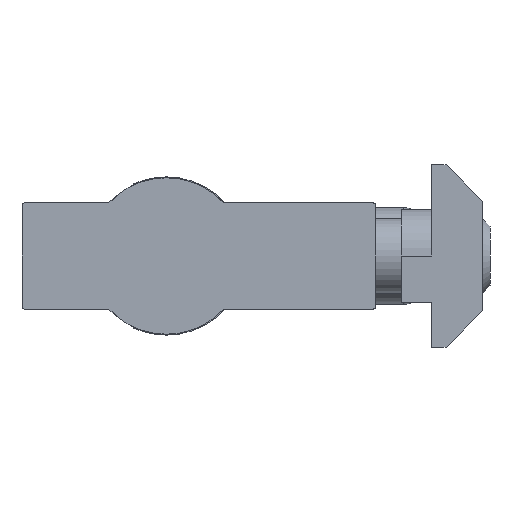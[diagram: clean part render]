
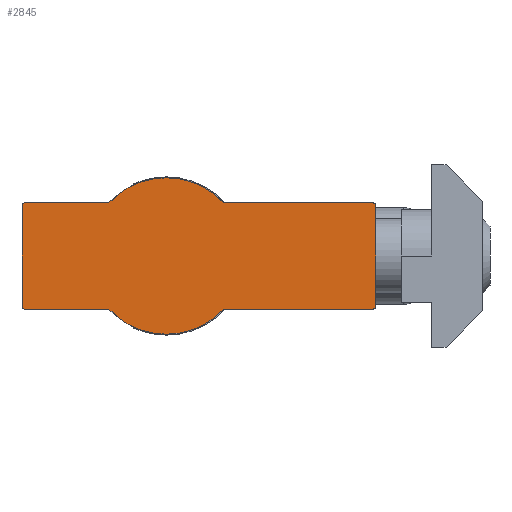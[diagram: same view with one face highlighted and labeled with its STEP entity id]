
A CAD part, left-side view. The second image highlights one B-rep face of the part: STEP entity #2845.
In plain terms, the highlighted planar face has unit normal (-1, 0, 0).
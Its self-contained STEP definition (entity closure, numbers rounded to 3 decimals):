
#65 = VERTEX_POINT ( 'NONE', #2568 ) ;
#87 = CIRCLE ( 'NONE', #870, 0.3 ) ;
#124 = VECTOR ( 'NONE', #874, 1000. ) ;
#182 = DIRECTION ( 'NONE',  ( 0., 0., -1. ) ) ;
#191 = ORIENTED_EDGE ( 'NONE', *, *, #2607, .T. ) ;
#193 = CARTESIAN_POINT ( 'NONE',  ( -22.5, 15.2, 5.7 ) ) ;
#194 = DIRECTION ( 'NONE',  ( 0., 0., -1. ) ) ;
#245 = EDGE_CURVE ( 'NONE', #65, #1556, #338, .T. ) ;
#248 = AXIS2_PLACEMENT_3D ( 'NONE', #1630, #440, #3458 ) ;
#265 = CIRCLE ( 'NONE', #3189, 0.3 ) ;
#292 = VERTEX_POINT ( 'NONE', #327 ) ;
#301 = CARTESIAN_POINT ( 'NONE',  ( -22.5, -22.5, -4.7 ) ) ;
#327 = CARTESIAN_POINT ( 'NONE',  ( -22.5, 6.17, -5.7 ) ) ;
#338 = LINE ( 'NONE', #3614, #3406 ) ;
#440 = DIRECTION ( 'NONE',  ( 1., 0., 0. ) ) ;
#481 = CARTESIAN_POINT ( 'NONE',  ( -22.5, -22.2, -5.4 ) ) ;
#527 = AXIS2_PLACEMENT_3D ( 'NONE', #1495, #3638, #3327 ) ;
#545 = DIRECTION ( 'NONE',  ( 1., 0., 0. ) ) ;
#593 = VECTOR ( 'NONE', #2790, 1000. ) ;
#853 = EDGE_CURVE ( 'NONE', #2394, #3212, #1174, .T. ) ;
#870 = AXIS2_PLACEMENT_3D ( 'NONE', #481, #3847, #182 ) ;
#874 = DIRECTION ( 'NONE',  ( 0., -1., 0. ) ) ;
#888 = EDGE_CURVE ( 'NONE', #1237, #292, #1889, .T. ) ;
#920 = VERTEX_POINT ( 'NONE', #1861 ) ;
#921 = CIRCLE ( 'NONE', #3059, 8.4 ) ;
#930 = VERTEX_POINT ( 'NONE', #3343 ) ;
#938 = DIRECTION ( 'NONE',  ( -1., 0., 0. ) ) ;
#954 = PLANE ( 'NONE',  #2740 ) ;
#997 = CARTESIAN_POINT ( 'NONE',  ( -22.5, -22.2, -5.7 ) ) ;
#1005 = CARTESIAN_POINT ( 'NONE',  ( -22.5, 15.5, 0. ) ) ;
#1130 = CIRCLE ( 'NONE', #3887, 8.4 ) ;
#1154 = FACE_OUTER_BOUND ( 'NONE', #2087, .T. ) ;
#1174 = CIRCLE ( 'NONE', #248, 0.3 ) ;
#1183 = VERTEX_POINT ( 'NONE', #3840 ) ;
#1224 = CARTESIAN_POINT ( 'NONE',  ( -22.5, 15.5, 5.4 ) ) ;
#1237 = VERTEX_POINT ( 'NONE', #2947 ) ;
#1246 = DIRECTION ( 'NONE',  ( 0., 0., 1. ) ) ;
#1247 = VECTOR ( 'NONE', #3689, 1000. ) ;
#1254 = CARTESIAN_POINT ( 'NONE',  ( -22.5, -22.5, 5.4 ) ) ;
#1270 = ORIENTED_EDGE ( 'NONE', *, *, #1838, .F. ) ;
#1309 = DIRECTION ( 'NONE',  ( 0., 0., -1. ) ) ;
#1321 = CARTESIAN_POINT ( 'NONE',  ( -22.5, 0., 0. ) ) ;
#1406 = ORIENTED_EDGE ( 'NONE', *, *, #888, .F. ) ;
#1411 = DIRECTION ( 'NONE',  ( 0., 0., -1. ) ) ;
#1467 = EDGE_CURVE ( 'NONE', #3033, #1237, #1130, .T. ) ;
#1495 = CARTESIAN_POINT ( 'NONE',  ( -22.5, 0., 0. ) ) ;
#1500 = DIRECTION ( 'NONE',  ( 1., 0., 0. ) ) ;
#1556 = VERTEX_POINT ( 'NONE', #193 ) ;
#1576 = CIRCLE ( 'NONE', #3796, 0.3 ) ;
#1630 = CARTESIAN_POINT ( 'NONE',  ( -22.5, 15.2, -5.4 ) ) ;
#1762 = CARTESIAN_POINT ( 'NONE',  ( -22.5, 4.9, -5.7 ) ) ;
#1765 = EDGE_CURVE ( 'NONE', #920, #930, #2213, .T. ) ;
#1783 = DIRECTION ( 'NONE',  ( 0., 0., -1. ) ) ;
#1808 = EDGE_CURVE ( 'NONE', #2928, #1183, #87, .T. ) ;
#1827 = DIRECTION ( 'NONE',  ( 0., 1., 0. ) ) ;
#1838 = EDGE_CURVE ( 'NONE', #65, #920, #921, .T. ) ;
#1861 = CARTESIAN_POINT ( 'NONE',  ( -22.5, -6.17, 5.7 ) ) ;
#1872 = ORIENTED_EDGE ( 'NONE', *, *, #3209, .F. ) ;
#1889 = CIRCLE ( 'NONE', #527, 8.4 ) ;
#1941 = CARTESIAN_POINT ( 'NONE',  ( -22.5, 15.5, -5.4 ) ) ;
#1994 = ORIENTED_EDGE ( 'NONE', *, *, #245, .T. ) ;
#2087 = EDGE_LOOP ( 'NONE', ( #1994, #2154, #2331, #3267, #191, #1406, #3137, #2875, #3130, #1872, #2208, #2649, #1270 ) ) ;
#2113 = VECTOR ( 'NONE', #2440, 1000. ) ;
#2154 = ORIENTED_EDGE ( 'NONE', *, *, #2702, .F. ) ;
#2208 = ORIENTED_EDGE ( 'NONE', *, *, #2448, .F. ) ;
#2213 = LINE ( 'NONE', #3036, #2113 ) ;
#2246 = LINE ( 'NONE', #301, #593 ) ;
#2331 = ORIENTED_EDGE ( 'NONE', *, *, #3023, .T. ) ;
#2362 = CARTESIAN_POINT ( 'NONE',  ( -22.5, -22.2, 5.4 ) ) ;
#2394 = VERTEX_POINT ( 'NONE', #2477 ) ;
#2440 = DIRECTION ( 'NONE',  ( 0., -1., 0. ) ) ;
#2448 = EDGE_CURVE ( 'NONE', #930, #3804, #1576, .T. ) ;
#2473 = CARTESIAN_POINT ( 'NONE',  ( -22.5, 4.9, 0. ) ) ;
#2477 = CARTESIAN_POINT ( 'NONE',  ( -22.5, 15.2, -5.7 ) ) ;
#2546 = DIRECTION ( 'NONE',  ( 1., 0., 0. ) ) ;
#2568 = CARTESIAN_POINT ( 'NONE',  ( -22.5, 6.17, 5.7 ) ) ;
#2607 = EDGE_CURVE ( 'NONE', #2394, #292, #3897, .T. ) ;
#2621 = CARTESIAN_POINT ( 'NONE',  ( -22.5, 0., 0. ) ) ;
#2649 = ORIENTED_EDGE ( 'NONE', *, *, #1765, .F. ) ;
#2702 = EDGE_CURVE ( 'NONE', #3885, #1556, #265, .T. ) ;
#2712 = VECTOR ( 'NONE', #1827, 1000. ) ;
#2740 = AXIS2_PLACEMENT_3D ( 'NONE', #2473, #938, #1246 ) ;
#2790 = DIRECTION ( 'NONE',  ( 0., 0., -1. ) ) ;
#2845 = ADVANCED_FACE ( 'NONE', ( #1154 ), #954, .T. ) ;
#2875 = ORIENTED_EDGE ( 'NONE', *, *, #3838, .F. ) ;
#2928 = VERTEX_POINT ( 'NONE', #997 ) ;
#2930 = DIRECTION ( 'NONE',  ( 1., 0., 0. ) ) ;
#2947 = CARTESIAN_POINT ( 'NONE',  ( -22.5, 0., -8.4 ) ) ;
#3023 = EDGE_CURVE ( 'NONE', #3885, #3212, #3753, .T. ) ;
#3033 = VERTEX_POINT ( 'NONE', #3408 ) ;
#3036 = CARTESIAN_POINT ( 'NONE',  ( -22.5, -19.8, 5.7 ) ) ;
#3059 = AXIS2_PLACEMENT_3D ( 'NONE', #2621, #2930, #194 ) ;
#3130 = ORIENTED_EDGE ( 'NONE', *, *, #1808, .T. ) ;
#3137 = ORIENTED_EDGE ( 'NONE', *, *, #1467, .F. ) ;
#3189 = AXIS2_PLACEMENT_3D ( 'NONE', #3603, #1500, #1783 ) ;
#3209 = EDGE_CURVE ( 'NONE', #3804, #1183, #2246, .T. ) ;
#3212 = VERTEX_POINT ( 'NONE', #1941 ) ;
#3267 = ORIENTED_EDGE ( 'NONE', *, *, #853, .F. ) ;
#3286 = DIRECTION ( 'NONE',  ( 0., 1., 0. ) ) ;
#3327 = DIRECTION ( 'NONE',  ( 0., 0., -1. ) ) ;
#3343 = CARTESIAN_POINT ( 'NONE',  ( -22.5, -22.2, 5.7 ) ) ;
#3364 = CARTESIAN_POINT ( 'NONE',  ( -22.5, -6.17, -5.7 ) ) ;
#3406 = VECTOR ( 'NONE', #3286, 1000. ) ;
#3408 = CARTESIAN_POINT ( 'NONE',  ( -22.5, -6.17, -5.7 ) ) ;
#3458 = DIRECTION ( 'NONE',  ( 0., 0., -1. ) ) ;
#3508 = LINE ( 'NONE', #3364, #2712 ) ;
#3603 = CARTESIAN_POINT ( 'NONE',  ( -22.5, 15.2, 5.4 ) ) ;
#3614 = CARTESIAN_POINT ( 'NONE',  ( -22.5, 4.9, 5.7 ) ) ;
#3638 = DIRECTION ( 'NONE',  ( 1., 0., 0. ) ) ;
#3689 = DIRECTION ( 'NONE',  ( 0., 0., -1. ) ) ;
#3753 = LINE ( 'NONE', #1005, #1247 ) ;
#3796 = AXIS2_PLACEMENT_3D ( 'NONE', #2362, #545, #1411 ) ;
#3804 = VERTEX_POINT ( 'NONE', #1254 ) ;
#3838 = EDGE_CURVE ( 'NONE', #2928, #3033, #3508, .T. ) ;
#3840 = CARTESIAN_POINT ( 'NONE',  ( -22.5, -22.5, -5.4 ) ) ;
#3847 = DIRECTION ( 'NONE',  ( -1., 0., 0. ) ) ;
#3885 = VERTEX_POINT ( 'NONE', #1224 ) ;
#3887 = AXIS2_PLACEMENT_3D ( 'NONE', #1321, #2546, #1309 ) ;
#3897 = LINE ( 'NONE', #1762, #124 ) ;
